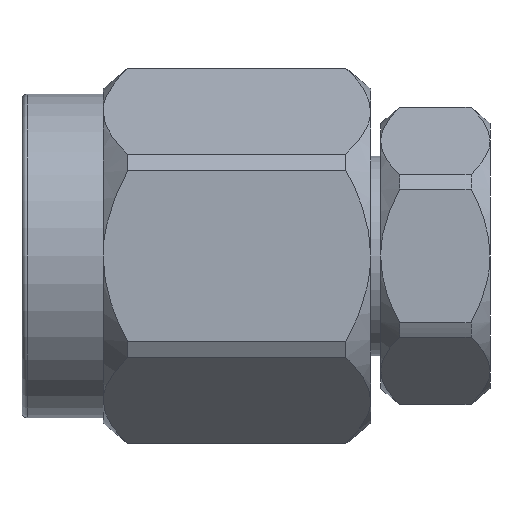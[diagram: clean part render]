
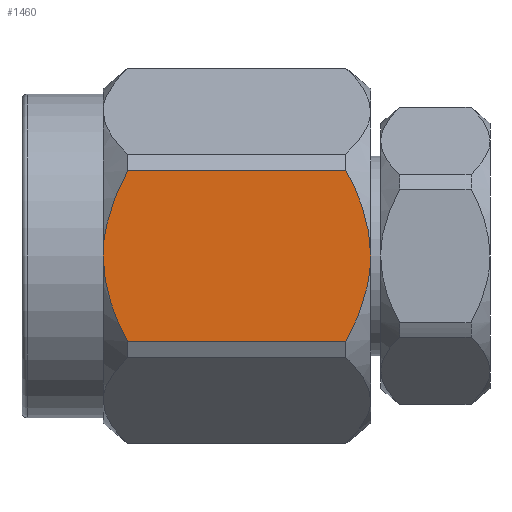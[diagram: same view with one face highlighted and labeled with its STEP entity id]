
A CAD part, front view. The second image highlights one B-rep face of the part: STEP entity #1460.
In plain terms, the highlighted planar face has unit normal (0, -1, 0).
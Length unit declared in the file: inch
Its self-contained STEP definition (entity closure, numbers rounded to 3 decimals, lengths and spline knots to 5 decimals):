
#7 = EDGE_CURVE ( 'NONE', #3917, #3217, #858, .T. ) ;
#25 = CARTESIAN_POINT ( 'NONE',  ( 0.09642, -0.15748, -0.07467 ) ) ;
#64 = AXIS2_PLACEMENT_3D ( 'NONE', #636, #966, #2499 ) ;
#71 = CARTESIAN_POINT ( 'NONE',  ( 0.3285, -0.15748, 0. ) ) ;
#154 = EDGE_CURVE ( 'NONE', #3217, #2943, #3543, .T. ) ;
#166 = VECTOR ( 'NONE', #1583, 39.37008 ) ;
#305 = CARTESIAN_POINT ( 'NONE',  ( 0.08767, -0.15748, -0.05546 ) ) ;
#339 = CARTESIAN_POINT ( 'NONE',  ( 0.30861, -0.15748, 0.07461 ) ) ;
#346 = CARTESIAN_POINT ( 'NONE',  ( 0.08513, -0.15748, -0.04874 ) ) ;
#369 = CARTESIAN_POINT ( 'NONE',  ( 0.09976, -0.15748, 0.0808 ) ) ;
#520 = CARTESIAN_POINT ( 'NONE',  ( 0.3285, -0.15748, 0. ) ) ;
#596 = ORIENTED_EDGE ( 'NONE', *, *, #1510, .T. ) ;
#599 = CARTESIAN_POINT ( 'NONE',  ( 0.3285, -0.15748, 0. ) ) ;
#629 = CARTESIAN_POINT ( 'NONE',  ( 0.09976, -0.15748, 0.0808 ) ) ;
#636 = CARTESIAN_POINT ( 'NONE',  ( 0.4765, -0.15748, -0.09092 ) ) ;
#714 = B_SPLINE_CURVE_WITH_KNOTS ( 'NONE', 3,
 ( #1833, #3421, #1872, #346, #305, #2517, #25, #1229 ),
 .UNSPECIFIED., .F., .F.,
 ( 4, 2, 2, 4 ),
 ( 0.01333, 0.01441, 0.01494, 0.01548 ),
 .UNSPECIFIED. ) ;
#839 = DIRECTION ( 'NONE',  ( -1., 0., 0. ) ) ;
#858 = LINE ( 'NONE', #1747, #1823 ) ;
#919 = CARTESIAN_POINT ( 'NONE',  ( 0.0964, -0.15748, 0.07461 ) ) ;
#924 = CARTESIAN_POINT ( 'NONE',  ( 0.3285, -0.15748, 0.00713 ) ) ;
#966 = DIRECTION ( 'NONE',  ( 0., -1., 0. ) ) ;
#1021 = CARTESIAN_POINT ( 'NONE',  ( 0.32615, -0.15748, -0.02828 ) ) ;
#1229 = CARTESIAN_POINT ( 'NONE',  ( 0.09976, -0.15748, -0.0808 ) ) ;
#1235 = CARTESIAN_POINT ( 'NONE',  ( 0.31174, -0.15748, 0.0683 ) ) ;
#1250 = CARTESIAN_POINT ( 'NONE',  ( 0.31992, -0.15748, 0.04861 ) ) ;
#1252 = VERTEX_POINT ( 'NONE', #520 ) ;
#1259 = CARTESIAN_POINT ( 'NONE',  ( 0.08093, -0.15748, 0.03505 ) ) ;
#1307 = CARTESIAN_POINT ( 'NONE',  ( 0.30524, -0.15748, 0.0808 ) ) ;
#1319 = CARTESIAN_POINT ( 'NONE',  ( 0.3285, -0.15748, -0.01433 ) ) ;
#1411 = EDGE_CURVE ( 'NONE', #1252, #3917, #2304, .T. ) ;
#1460 = ADVANCED_FACE ( 'NONE', ( #1720 ), #3091, .T. ) ;
#1510 = EDGE_CURVE ( 'NONE', #2731, #1252, #2004, .T. ) ;
#1553 = CARTESIAN_POINT ( 'NONE',  ( 0.32407, -0.15748, 0.03505 ) ) ;
#1562 = CARTESIAN_POINT ( 'NONE',  ( 0.07709, -0.15748, 0.01425 ) ) ;
#1583 = DIRECTION ( 'NONE',  ( 1., 0., 0. ) ) ;
#1720 = FACE_OUTER_BOUND ( 'NONE', #2278, .T. ) ;
#1747 = CARTESIAN_POINT ( 'NONE',  ( 0., -0.15748, 0.0808 ) ) ;
#1820 = CARTESIAN_POINT ( 'NONE',  ( 0.09326, -0.15748, 0.0683 ) ) ;
#1823 = VECTOR ( 'NONE', #839, 39.37008 ) ;
#1833 = CARTESIAN_POINT ( 'NONE',  ( 0.0765, -0.15748, 0. ) ) ;
#1853 = ORIENTED_EDGE ( 'NONE', *, *, #3126, .T. ) ;
#1872 = CARTESIAN_POINT ( 'NONE',  ( 0.07885, -0.15748, -0.02828 ) ) ;
#2004 = B_SPLINE_CURVE_WITH_KNOTS ( 'NONE', 3,
 ( #2856, #2896, #2537, #3164, #3178, #1021, #1319, #71 ),
 .UNSPECIFIED., .F., .F.,
 ( 4, 2, 2, 4 ),
 ( 0.01007, 0.0106, 0.01113, 0.0122 ),
 .UNSPECIFIED. ) ;
#2136 = CARTESIAN_POINT ( 'NONE',  ( 0.30524, -0.15748, -0.0808 ) ) ;
#2179 = CARTESIAN_POINT ( 'NONE',  ( 0.32792, -0.15748, 0.01425 ) ) ;
#2196 = CARTESIAN_POINT ( 'NONE',  ( 0.31739, -0.15748, 0.05531 ) ) ;
#2278 = EDGE_LOOP ( 'NONE', ( #3745, #596, #2948, #3650, #3339, #1853 ) ) ;
#2304 = B_SPLINE_CURVE_WITH_KNOTS ( 'NONE', 3,
 ( #599, #924, #2179, #3130, #1553, #1250, #2196, #1235, #339, #3762 ),
 .UNSPECIFIED., .F., .F.,
 ( 4, 2, 2, 2, 4 ),
 ( 0.0122, 0.01273, 0.01326, 0.0138, 0.01433 ),
 .UNSPECIFIED. ) ;
#2319 = VERTEX_POINT ( 'NONE', #2472 ) ;
#2322 = CARTESIAN_POINT ( 'NONE',  ( 0.0765, -0.15748, 0. ) ) ;
#2426 = EDGE_CURVE ( 'NONE', #2319, #2731, #3515, .T. ) ;
#2472 = CARTESIAN_POINT ( 'NONE',  ( 0.09976, -0.15748, -0.0808 ) ) ;
#2499 = DIRECTION ( 'NONE',  ( 0., 0., -1. ) ) ;
#2517 = CARTESIAN_POINT ( 'NONE',  ( 0.09331, -0.15748, -0.06839 ) ) ;
#2537 = CARTESIAN_POINT ( 'NONE',  ( 0.3117, -0.15748, -0.06839 ) ) ;
#2731 = VERTEX_POINT ( 'NONE', #2136 ) ;
#2771 = CARTESIAN_POINT ( 'NONE',  ( 0.0765, -0.15748, 0.00713 ) ) ;
#2856 = CARTESIAN_POINT ( 'NONE',  ( 0.30524, -0.15748, -0.0808 ) ) ;
#2862 = CARTESIAN_POINT ( 'NONE',  ( 0., -0.15748, -0.0808 ) ) ;
#2896 = CARTESIAN_POINT ( 'NONE',  ( 0.30858, -0.15748, -0.07467 ) ) ;
#2943 = VERTEX_POINT ( 'NONE', #2322 ) ;
#2948 = ORIENTED_EDGE ( 'NONE', *, *, #1411, .T. ) ;
#3091 = PLANE ( 'NONE',  #64 ) ;
#3097 = CARTESIAN_POINT ( 'NONE',  ( 0.08761, -0.15748, 0.05531 ) ) ;
#3126 = EDGE_CURVE ( 'NONE', #2943, #2319, #714, .T. ) ;
#3130 = CARTESIAN_POINT ( 'NONE',  ( 0.3257, -0.15748, 0.02819 ) ) ;
#3164 = CARTESIAN_POINT ( 'NONE',  ( 0.31734, -0.15748, -0.05546 ) ) ;
#3178 = CARTESIAN_POINT ( 'NONE',  ( 0.31988, -0.15748, -0.04874 ) ) ;
#3187 = CARTESIAN_POINT ( 'NONE',  ( 0.0765, -0.15748, 0. ) ) ;
#3217 = VERTEX_POINT ( 'NONE', #369 ) ;
#3339 = ORIENTED_EDGE ( 'NONE', *, *, #154, .T. ) ;
#3421 = CARTESIAN_POINT ( 'NONE',  ( 0.0765, -0.15748, -0.01433 ) ) ;
#3423 = CARTESIAN_POINT ( 'NONE',  ( 0.0793, -0.15748, 0.02819 ) ) ;
#3515 = LINE ( 'NONE', #2862, #166 ) ;
#3543 = B_SPLINE_CURVE_WITH_KNOTS ( 'NONE', 3,
 ( #629, #919, #1820, #3097, #3735, #1259, #3423, #1562, #2771, #3187 ),
 .UNSPECIFIED., .F., .F.,
 ( 4, 2, 2, 2, 4 ),
 ( 0.0112, 0.01173, 0.01227, 0.0128, 0.01333 ),
 .UNSPECIFIED. ) ;
#3650 = ORIENTED_EDGE ( 'NONE', *, *, #7, .T. ) ;
#3735 = CARTESIAN_POINT ( 'NONE',  ( 0.08508, -0.15748, 0.04861 ) ) ;
#3745 = ORIENTED_EDGE ( 'NONE', *, *, #2426, .T. ) ;
#3762 = CARTESIAN_POINT ( 'NONE',  ( 0.30524, -0.15748, 0.0808 ) ) ;
#3917 = VERTEX_POINT ( 'NONE', #1307 ) ;
